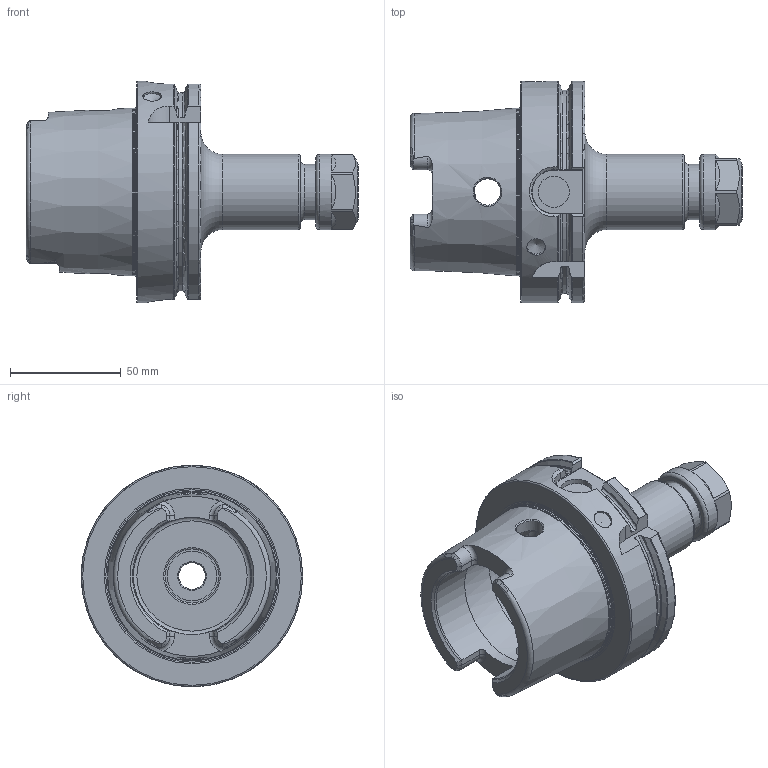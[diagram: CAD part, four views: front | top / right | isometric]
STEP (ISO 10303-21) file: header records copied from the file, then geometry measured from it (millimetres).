
FILE_DESCRIPTION(/* description */ (''),/* implementation_level */ '2;1');
FILE_NAME(/* name */ 'HSK100A-ER20H-100.step',/* time_stamp */ '2022-01-05T12:36:20-06:00',/* author */ (''),/* organization */ (''),/* preprocessor_version */ 'ST-DEVELOPER v18.1',/* originating_system */ 'Autodesk Translation Framework v10.10.0.1391',/* authorisation */ '');
FILE_SCHEMA (('AUTOMOTIVE_DESIGN { 1 0 10303 214 3 1 1 }'));
Length unit declared in the file: millimetre
Products named in the file (2): HSK100A-ER20H-100; NUT ERN20H
Assembly tree (1 placements, depth 2):
  HSK100A-ER20H-100
    NUT ERN20H
Bounding box: 150 x 100 x 100 mm (x, y, z)
Volume: 302920 mm3; surface area: 61900 mm2
Topology: 2 solids, 2 shells, 213 faces, 563 edges, 364 vertices
Faces by surface type: plane 79, cylinder 42, torus 40, cone 36, bspline 16
Full cylindrical faces by diameter (mm): 8.5 x1, 10 x1, 12 x3, 12.5 x1, 14 x1, 14.5 x1, 15.71 x1, 18.708 x1, 22.5 x1, 23.5 x1, 24.4 x1, 25 x2, 26 x1, 34 x2, 53 x2, 63 x1, 75.615 x1, 100 x1
Entity records: 10918 total; most frequent: CARTESIAN_POINT 5739, ORIENTED_EDGE 1124, DIRECTION 1030, EDGE_CURVE 562, AXIS2_PLACEMENT_3D 419, VERTEX_POINT 364, EDGE_LOOP 232, CIRCLE 219
